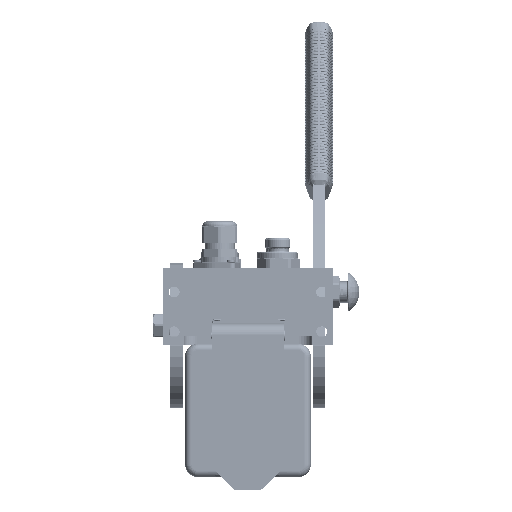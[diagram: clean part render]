
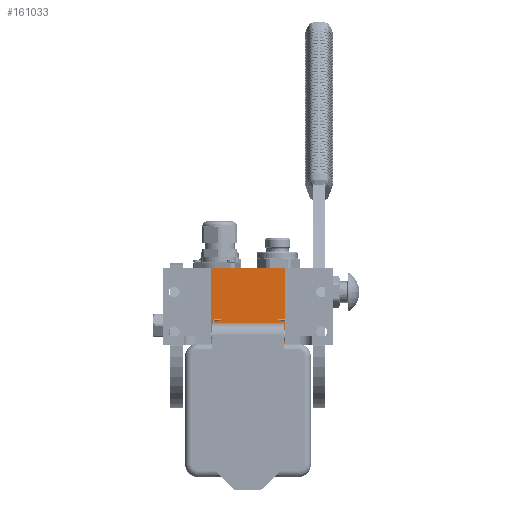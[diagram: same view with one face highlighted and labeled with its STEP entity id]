
A CAD part, left-side view. The second image highlights one B-rep face of the part: STEP entity #161033.
In plain terms, the highlighted face is planar.
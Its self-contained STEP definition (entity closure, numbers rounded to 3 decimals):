
#16009 = DIRECTION ( 'NONE',  ( 0., 1., 0. ) ) ;
#18126 = EDGE_CURVE ( 'NONE', #67479, #180434, #35339, .T. ) ;
#19480 = PLANE ( 'NONE',  #118490 ) ;
#28560 = DIRECTION ( 'NONE',  ( -1., 0., 0. ) ) ;
#32992 = VECTOR ( 'NONE', #188674, 1000. ) ;
#33379 = DIRECTION ( 'NONE',  ( -1., 0., 0. ) ) ;
#35339 = LINE ( 'NONE', #171425, #183275 ) ;
#38661 = EDGE_CURVE ( 'NONE', #180434, #182449, #64497, .T. ) ;
#48791 = EDGE_CURVE ( 'NONE', #67479, #155185, #130676, .T. ) ;
#64497 = LINE ( 'NONE', #185462, #157487 ) ;
#67479 = VERTEX_POINT ( 'NONE', #102304 ) ;
#83422 = DIRECTION ( 'NONE',  ( -1., 0., 0. ) ) ;
#84737 = CARTESIAN_POINT ( 'NONE',  ( -29., 0., -107.5 ) ) ;
#87897 = LINE ( 'NONE', #166573, #138011 ) ;
#91623 = ORIENTED_EDGE ( 'NONE', *, *, #38661, .T. ) ;
#97019 = EDGE_CURVE ( 'NONE', #155185, #182449, #87897, .T. ) ;
#97407 = CARTESIAN_POINT ( 'NONE',  ( 29., 60.2, -107.5 ) ) ;
#99826 = ORIENTED_EDGE ( 'NONE', *, *, #48791, .F. ) ;
#100074 = FACE_OUTER_BOUND ( 'NONE', #122237, .T. ) ;
#102304 = CARTESIAN_POINT ( 'NONE',  ( 29., 0., -107.5 ) ) ;
#118490 = AXIS2_PLACEMENT_3D ( 'NONE', #188896, #174772, #83422 ) ;
#120278 = CARTESIAN_POINT ( 'NONE',  ( -29., 60.2, -107.5 ) ) ;
#122237 = EDGE_LOOP ( 'NONE', ( #91623, #125012, #99826, #152526 ) ) ;
#125012 = ORIENTED_EDGE ( 'NONE', *, *, #97019, .F. ) ;
#127176 = CARTESIAN_POINT ( 'NONE',  ( 29., 0., -107.5 ) ) ;
#130676 = LINE ( 'NONE', #127176, #32992 ) ;
#138011 = VECTOR ( 'NONE', #28560, 1000. ) ;
#152526 = ORIENTED_EDGE ( 'NONE', *, *, #18126, .T. ) ;
#155185 = VERTEX_POINT ( 'NONE', #97407 ) ;
#157487 = VECTOR ( 'NONE', #16009, 1000. ) ;
#161033 = ADVANCED_FACE ( 'NONE', ( #100074 ), #19480, .T. ) ;
#166573 = CARTESIAN_POINT ( 'NONE',  ( 29., 60.2, -107.5 ) ) ;
#171425 = CARTESIAN_POINT ( 'NONE',  ( 29., 0., -107.5 ) ) ;
#174772 = DIRECTION ( 'NONE',  ( 0., 0., -1. ) ) ;
#180434 = VERTEX_POINT ( 'NONE', #84737 ) ;
#182449 = VERTEX_POINT ( 'NONE', #120278 ) ;
#183275 = VECTOR ( 'NONE', #33379, 1000. ) ;
#185462 = CARTESIAN_POINT ( 'NONE',  ( -29., 0., -107.5 ) ) ;
#188674 = DIRECTION ( 'NONE',  ( 0., 1., 0. ) ) ;
#188896 = CARTESIAN_POINT ( 'NONE',  ( 29., 0., -107.5 ) ) ;
